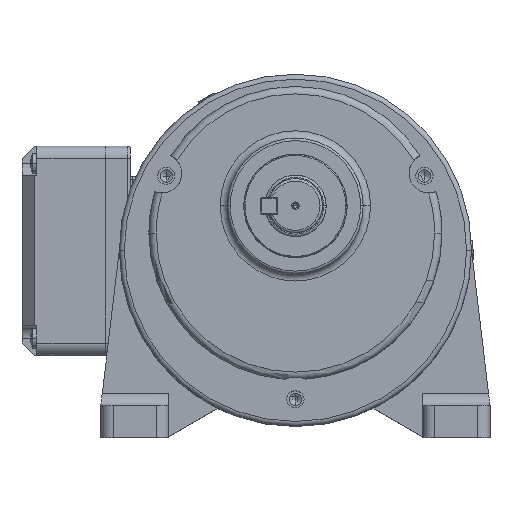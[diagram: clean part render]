
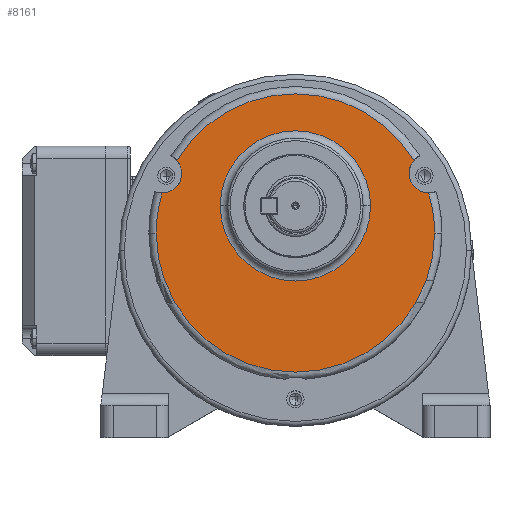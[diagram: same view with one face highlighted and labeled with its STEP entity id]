
A CAD part, top view. The second image highlights one B-rep face of the part: STEP entity #8161.
In plain terms, the highlighted face is planar.
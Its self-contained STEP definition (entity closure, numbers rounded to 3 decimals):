
#5480 = EDGE_LOOP ( 'NONE', ( #8217, #8222 ) ) ;
#7732 = VERTEX_POINT ( 'NONE', #44091 ) ;
#7759 = VERTEX_POINT ( 'NONE', #44139 ) ;
#7810 = EDGE_CURVE ( 'NONE', #7759, #7732, #44249, .T. ) ;
#7819 = EDGE_CURVE ( 'NONE', #7827, #7828, #44238, .T. ) ;
#7827 = VERTEX_POINT ( 'NONE', #44315 ) ;
#7828 = VERTEX_POINT ( 'NONE', #44278 ) ;
#7872 = EDGE_CURVE ( 'NONE', #7982, #7897, #44380, .T. ) ;
#7897 = VERTEX_POINT ( 'NONE', #44424 ) ;
#7968 = EDGE_CURVE ( 'NONE', #7975, #7982, #44620, .T. ) ;
#7975 = VERTEX_POINT ( 'NONE', #44557 ) ;
#7982 = VERTEX_POINT ( 'NONE', #44643 ) ;
#8033 = VERTEX_POINT ( 'NONE', #44783 ) ;
#8036 = EDGE_CURVE ( 'NONE', #8033, #7975, #44789, .T. ) ;
#8146 = EDGE_LOOP ( 'NONE', ( #8148, #8218, #8151, #8223, #8149, #8209, #8208 ) ) ;
#8148 = ORIENTED_EDGE ( 'NONE', *, *, #8036, .T. ) ;
#8149 = ORIENTED_EDGE ( 'NONE', *, *, #8152, .T. ) ;
#8150 = EDGE_CURVE ( 'NONE', #8154, #7897, #44931, .T. ) ;
#8151 = ORIENTED_EDGE ( 'NONE', *, *, #7872, .T. ) ;
#8152 = EDGE_CURVE ( 'NONE', #8154, #7732, #44975, .T. ) ;
#8153 = EDGE_CURVE ( 'NONE', #8033, #7759, #44955, .T. ) ;
#8154 = VERTEX_POINT ( 'NONE', #44932 ) ;
#8161 = ADVANCED_FACE ( 'NONE', ( #45009, #45010 ), #45023, .F. ) ;
#8208 = ORIENTED_EDGE ( 'NONE', *, *, #8153, .F. ) ;
#8209 = ORIENTED_EDGE ( 'NONE', *, *, #7810, .F. ) ;
#8217 = ORIENTED_EDGE ( 'NONE', *, *, #8220, .T. ) ;
#8218 = ORIENTED_EDGE ( 'NONE', *, *, #7968, .T. ) ;
#8220 = EDGE_CURVE ( 'NONE', #7828, #7827, #45083, .T. ) ;
#8222 = ORIENTED_EDGE ( 'NONE', *, *, #7819, .T. ) ;
#8223 = ORIENTED_EDGE ( 'NONE', *, *, #8150, .F. ) ;
#44091 = CARTESIAN_POINT ( 'NONE',  ( 48.147, 36.565, -16.8 ) ) ;
#44139 = CARTESIAN_POINT ( 'NONE',  ( 46.127, 31.25, -16.8 ) ) ;
#44231 = DIRECTION ( 'NONE',  ( -1., 0., 0. ) ) ;
#44232 = CARTESIAN_POINT ( 'NONE',  ( 0., 18., -16.8 ) ) ;
#44237 = DIRECTION ( 'NONE',  ( 0., 0., -1. ) ) ;
#44238 = CIRCLE ( 'NONE', #44277, 30.5 ) ;
#44249 = CIRCLE ( 'NONE', #44251, 8. ) ;
#44250 = CARTESIAN_POINT ( 'NONE',  ( 54.127, 31.25, -16.8 ) ) ;
#44251 = AXIS2_PLACEMENT_3D ( 'NONE', #44250, #44237, #44231 ) ;
#44269 = DIRECTION ( 'NONE',  ( 1., 0., 0. ) ) ;
#44270 = DIRECTION ( 'NONE',  ( 0., 0., 1. ) ) ;
#44277 = AXIS2_PLACEMENT_3D ( 'NONE', #44232, #44270, #44269 ) ;
#44278 = CARTESIAN_POINT ( 'NONE',  ( 30.5, 18., -16.8 ) ) ;
#44315 = CARTESIAN_POINT ( 'NONE',  ( -30.5, 18., -16.8 ) ) ;
#44361 = AXIS2_PLACEMENT_3D ( 'NONE', #44371, #44364, #44411 ) ;
#44364 = DIRECTION ( 'NONE',  ( 0., 0., -1. ) ) ;
#44371 = CARTESIAN_POINT ( 'NONE',  ( 0., 7., -16.8 ) ) ;
#44380 = CIRCLE ( 'NONE', #44361, 56.5 ) ;
#44411 = DIRECTION ( 'NONE',  ( 1., 0., 0. ) ) ;
#44424 = CARTESIAN_POINT ( 'NONE',  ( -54.113, 23.25, -16.8 ) ) ;
#44557 = CARTESIAN_POINT ( 'NONE',  ( 56.5, 7., -16.8 ) ) ;
#44620 = CIRCLE ( 'NONE', #44657, 56.5 ) ;
#44643 = CARTESIAN_POINT ( 'NONE',  ( -56.5, 7., -16.8 ) ) ;
#44654 = DIRECTION ( 'NONE',  ( 1., 0., 0. ) ) ;
#44655 = DIRECTION ( 'NONE',  ( 0., 0., -1. ) ) ;
#44656 = CARTESIAN_POINT ( 'NONE',  ( 0., 7., -16.8 ) ) ;
#44657 = AXIS2_PLACEMENT_3D ( 'NONE', #44656, #44655, #44654 ) ;
#44762 = DIRECTION ( 'NONE',  ( 1., 0., 0. ) ) ;
#44763 = DIRECTION ( 'NONE',  ( 0., 0., -1. ) ) ;
#44767 = CARTESIAN_POINT ( 'NONE',  ( 0., 7., -16.8 ) ) ;
#44771 = AXIS2_PLACEMENT_3D ( 'NONE', #44767, #44763, #44762 ) ;
#44783 = CARTESIAN_POINT ( 'NONE',  ( 54.113, 23.25, -16.8 ) ) ;
#44789 = CIRCLE ( 'NONE', #44771, 56.5 ) ;
#44930 = AXIS2_PLACEMENT_3D ( 'NONE', #44979, #44978, #44977 ) ;
#44931 = CIRCLE ( 'NONE', #44930, 8. ) ;
#44932 = CARTESIAN_POINT ( 'NONE',  ( -48.147, 36.565, -16.8 ) ) ;
#44955 = CIRCLE ( 'NONE', #44969, 8. ) ;
#44966 = DIRECTION ( 'NONE',  ( -1., 0., 0. ) ) ;
#44967 = DIRECTION ( 'NONE',  ( 0., 0., -1. ) ) ;
#44968 = CARTESIAN_POINT ( 'NONE',  ( 54.127, 31.25, -16.8 ) ) ;
#44969 = AXIS2_PLACEMENT_3D ( 'NONE', #44968, #44967, #44966 ) ;
#44972 = DIRECTION ( 'NONE',  ( 1., 0., 0. ) ) ;
#44973 = DIRECTION ( 'NONE',  ( 0., 0., -1. ) ) ;
#44974 = AXIS2_PLACEMENT_3D ( 'NONE', #44980, #44973, #44972 ) ;
#44975 = CIRCLE ( 'NONE', #44974, 56.5 ) ;
#44977 = DIRECTION ( 'NONE',  ( -1., 0., 0. ) ) ;
#44978 = DIRECTION ( 'NONE',  ( 0., 0., -1. ) ) ;
#44979 = CARTESIAN_POINT ( 'NONE',  ( -54.127, 31.25, -16.8 ) ) ;
#44980 = CARTESIAN_POINT ( 'NONE',  ( 0., 7., -16.8 ) ) ;
#44986 = AXIS2_PLACEMENT_3D ( 'NONE', #45013, #45022, #45002 ) ;
#45002 = DIRECTION ( 'NONE',  ( 1., 0., 0. ) ) ;
#45009 = FACE_BOUND ( 'NONE', #5480, .T. ) ;
#45010 = FACE_OUTER_BOUND ( 'NONE', #8146, .T. ) ;
#45013 = CARTESIAN_POINT ( 'NONE',  ( 0., 7., -16.8 ) ) ;
#45022 = DIRECTION ( 'NONE',  ( 0., 0., 1. ) ) ;
#45023 = PLANE ( 'NONE',  #44986 ) ;
#45073 = DIRECTION ( 'NONE',  ( 1., 0., 0. ) ) ;
#45074 = DIRECTION ( 'NONE',  ( 0., 0., 1. ) ) ;
#45075 = CARTESIAN_POINT ( 'NONE',  ( 0., 18., -16.8 ) ) ;
#45077 = AXIS2_PLACEMENT_3D ( 'NONE', #45075, #45074, #45073 ) ;
#45083 = CIRCLE ( 'NONE', #45077, 30.5 ) ;
